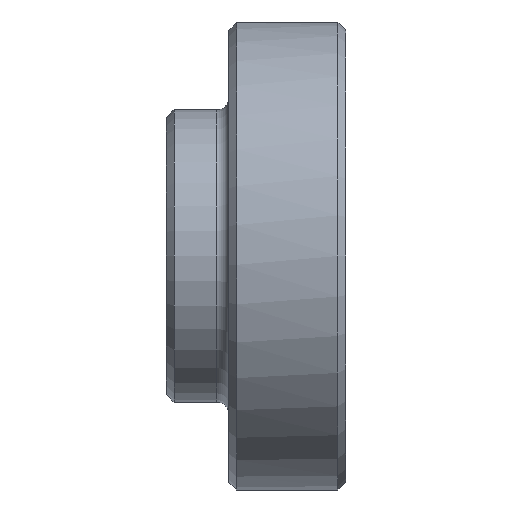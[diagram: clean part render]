
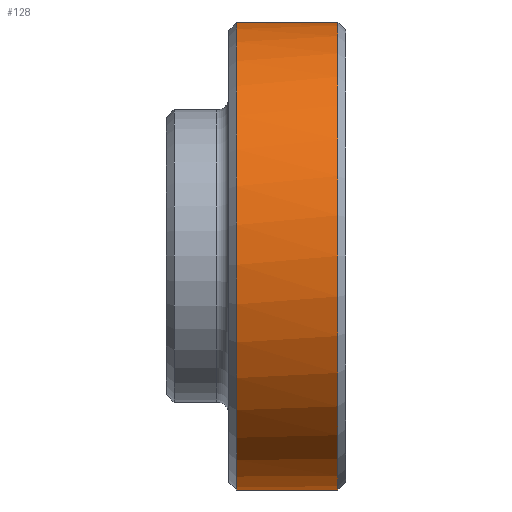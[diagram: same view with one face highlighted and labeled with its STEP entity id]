
A CAD part, left-side view. The second image highlights one B-rep face of the part: STEP entity #128.
In plain terms, the highlighted cylindrical face has radius 6 mm (diameter 12 mm), a partial arc.
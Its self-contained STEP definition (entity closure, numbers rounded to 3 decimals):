
#98 = EDGE_LOOP ( 'NONE', ( #125, #111, #109, #161, #158 ) ) ;
#108 = EDGE_CURVE ( 'NONE', #417, #110, #1098, .T. ) ;
#109 = ORIENTED_EDGE ( 'NONE', *, *, #122, .T. ) ;
#110 = VERTEX_POINT ( 'NONE', #1111 ) ;
#111 = ORIENTED_EDGE ( 'NONE', *, *, #112, .T. ) ;
#112 = EDGE_CURVE ( 'NONE', #195, #127, #859, .T. ) ;
#122 = EDGE_CURVE ( 'NONE', #127, #405, #1451, .T. ) ;
#125 = ORIENTED_EDGE ( 'NONE', *, *, #126, .F. ) ;
#126 = EDGE_CURVE ( 'NONE', #195, #110, #1446, .T. ) ;
#127 = VERTEX_POINT ( 'NONE', #1332 ) ;
#128 = ADVANCED_FACE ( 'NONE', ( #1331 ), #1455, .T. ) ;
#158 = ORIENTED_EDGE ( 'NONE', *, *, #108, .T. ) ;
#161 = ORIENTED_EDGE ( 'NONE', *, *, #404, .T. ) ;
#195 = VERTEX_POINT ( 'NONE', #1352 ) ;
#404 = EDGE_CURVE ( 'NONE', #405, #417, #2774, .T. ) ;
#405 = VERTEX_POINT ( 'NONE', #2834 ) ;
#417 = VERTEX_POINT ( 'NONE', #2763 ) ;
#859 = CIRCLE ( 'NONE', #941, 6. ) ;
#867 = CARTESIAN_POINT ( 'NONE',  ( -14.675, 2.8, 0. ) ) ;
#936 = DIRECTION ( 'NONE',  ( 0., 0., 1. ) ) ;
#940 = DIRECTION ( 'NONE',  ( 0., -1., 0. ) ) ;
#941 = AXIS2_PLACEMENT_3D ( 'NONE', #867, #940, #936 ) ;
#1098 = CIRCLE ( 'NONE', #1110, 6. ) ;
#1107 = DIRECTION ( 'NONE',  ( 0., 0., 1. ) ) ;
#1108 = DIRECTION ( 'NONE',  ( 0., 1., 0. ) ) ;
#1109 = CARTESIAN_POINT ( 'NONE',  ( -14.675, 0.2, 0. ) ) ;
#1110 = AXIS2_PLACEMENT_3D ( 'NONE', #1109, #1108, #1107 ) ;
#1111 = CARTESIAN_POINT ( 'NONE',  ( -10.471, 0.2, 4.281 ) ) ;
#1324 = DIRECTION ( 'NONE',  ( 0., 0., -1. ) ) ;
#1325 = DIRECTION ( 'NONE',  ( 0., -1., 0. ) ) ;
#1328 = DIRECTION ( 'NONE',  ( 0., -1., 0. ) ) ;
#1329 = VECTOR ( 'NONE', #1328, 1000. ) ;
#1330 = AXIS2_PLACEMENT_3D ( 'NONE', #1452, #1325, #1324 ) ;
#1331 = FACE_OUTER_BOUND ( 'NONE', #98, .T. ) ;
#1332 = CARTESIAN_POINT ( 'NONE',  ( -14.675, 2.8, -6. ) ) ;
#1352 = CARTESIAN_POINT ( 'NONE',  ( -10.471, 2.8, 4.281 ) ) ;
#1445 = CARTESIAN_POINT ( 'NONE',  ( -10.471, 3., 4.281 ) ) ;
#1446 = LINE ( 'NONE', #1445, #1329 ) ;
#1448 = DIRECTION ( 'NONE',  ( 0., -1., 0. ) ) ;
#1449 = VECTOR ( 'NONE', #1448, 1000. ) ;
#1450 = CARTESIAN_POINT ( 'NONE',  ( -14.675, 3., -6. ) ) ;
#1451 = LINE ( 'NONE', #1450, #1449 ) ;
#1452 = CARTESIAN_POINT ( 'NONE',  ( -14.675, 3., 0. ) ) ;
#1455 = CYLINDRICAL_SURFACE ( 'NONE', #1330, 6. ) ;
#2763 = CARTESIAN_POINT ( 'NONE',  ( -14.675, 0.2, 6. ) ) ;
#2774 = CIRCLE ( 'NONE', #2811, 6. ) ;
#2808 = DIRECTION ( 'NONE',  ( 0., 0., 1. ) ) ;
#2809 = DIRECTION ( 'NONE',  ( 0., 1., 0. ) ) ;
#2810 = CARTESIAN_POINT ( 'NONE',  ( -14.675, 0.2, 0. ) ) ;
#2811 = AXIS2_PLACEMENT_3D ( 'NONE', #2810, #2809, #2808 ) ;
#2834 = CARTESIAN_POINT ( 'NONE',  ( -14.675, 0.2, -6. ) ) ;
